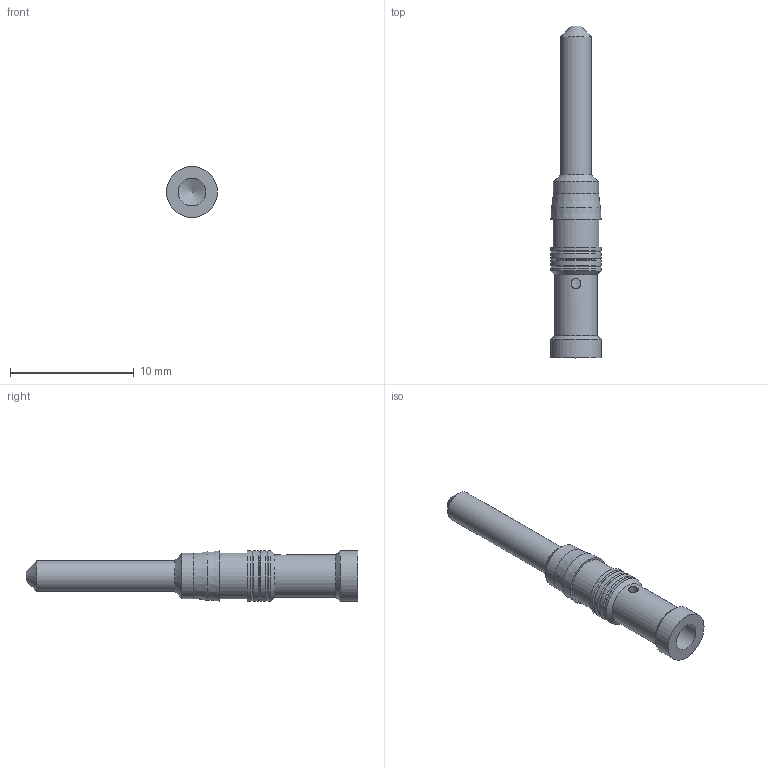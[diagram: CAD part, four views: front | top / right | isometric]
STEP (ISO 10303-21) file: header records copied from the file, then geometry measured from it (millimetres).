
FILE_DESCRIPTION(/* description */ (''),/* implementation_level */ '2;1');
FILE_NAME(/* name */ 'c3d_n 01 025 0031.stp',/* time_stamp */ '2018-04-13T12:59:43+02:00',/* author */ (''),/* organization */ (''),/* preprocessor_version */ 'ST-DEVELOPER v16',/* originating_system */ 'SIEMENS PLM Software NX 11.0',/* authorisation */ '');
FILE_SCHEMA (('AP203_CONFIGURATION_CONTROLLED_3D_DESIGN_OF_MECHANICAL_PARTS_AND_ASSEMBLIES_MIM_LF { 1 0 10303 403 2 1 2}'));
Length unit declared in the file: millimetre
Products named in the file (1): n 01 025 0031nxm001-01
Bounding box: 4.1 x 26.8 x 4.1 mm (x, y, z)
Volume: 188.9 mm3; surface area: 342.7 mm2
Topology: 1 solids, 1 shells, 28 faces, 60 edges, 36 vertices
Faces by surface type: cone 13, cylinder 11, plane 4
Full cylindrical faces by diameter (mm): 0.8 x1, 2.25 x1, 2.5 x1, 3.45 x1, 3.65 x1, 3.7 x1, 4.1 x5
Entity records: 796 total; most frequent: CARTESIAN_POINT 200, DIRECTION 110, FACE_BOUND 56, EDGE_LOOP 56, ORIENTED_EDGE 56, AXIS2_PLACEMENT_3D 55, VERTEX_POINT 29, ADVANCED_FACE 28
